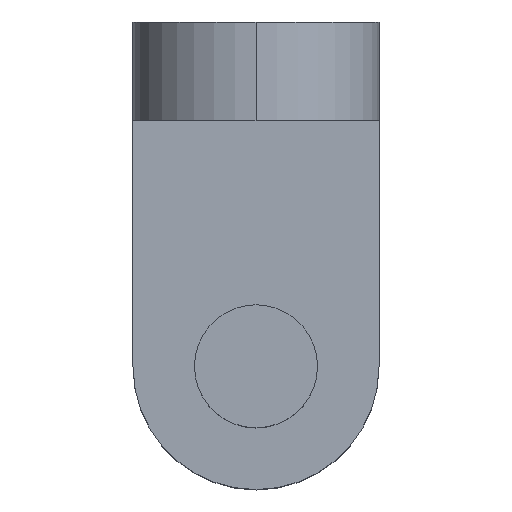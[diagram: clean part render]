
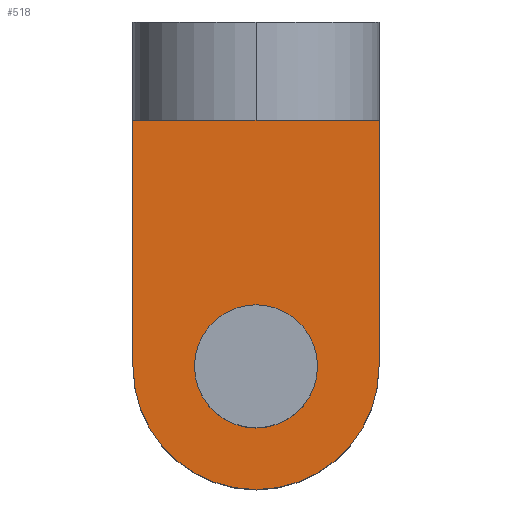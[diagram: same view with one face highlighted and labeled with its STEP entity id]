
A CAD part, top view. The second image highlights one B-rep face of the part: STEP entity #518.
In plain terms, the highlighted planar face has unit normal (0, 0, 1).
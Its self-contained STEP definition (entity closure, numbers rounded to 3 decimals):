
#10 = CARTESIAN_POINT ( 'NONE',  ( 0., 0., 25. ) ) ;
#21 = EDGE_CURVE ( 'NONE', #340, #393, #338, .T. ) ;
#46 = CARTESIAN_POINT ( 'NONE',  ( 12.5, 0., 25. ) ) ;
#47 = ORIENTED_EDGE ( 'NONE', *, *, #544, .F. ) ;
#51 = VECTOR ( 'NONE', #343, 1000. ) ;
#52 = DIRECTION ( 'NONE',  ( 1., 0., 0. ) ) ;
#54 = VECTOR ( 'NONE', #272, 1000. ) ;
#56 = VERTEX_POINT ( 'NONE', #408 ) ;
#58 = EDGE_LOOP ( 'NONE', ( #173, #350, #227, #262, #181 ) ) ;
#63 = DIRECTION ( 'NONE',  ( 1., 0., 0. ) ) ;
#64 = LINE ( 'NONE', #195, #267 ) ;
#70 = DIRECTION ( 'NONE',  ( 1., 0., 0. ) ) ;
#73 = CARTESIAN_POINT ( 'NONE',  ( -25., 50., 25. ) ) ;
#76 = DIRECTION ( 'NONE',  ( 1., 0., 0. ) ) ;
#114 = CARTESIAN_POINT ( 'NONE',  ( 25., 0., 25. ) ) ;
#132 = ORIENTED_EDGE ( 'NONE', *, *, #497, .F. ) ;
#150 = CARTESIAN_POINT ( 'NONE',  ( -25., 0., 25. ) ) ;
#173 = ORIENTED_EDGE ( 'NONE', *, *, #21, .T. ) ;
#178 = DIRECTION ( 'NONE',  ( 0., 0., 1. ) ) ;
#181 = ORIENTED_EDGE ( 'NONE', *, *, #369, .F. ) ;
#186 = VERTEX_POINT ( 'NONE', #46 ) ;
#187 = CIRCLE ( 'NONE', #258, 12.5 ) ;
#191 = CIRCLE ( 'NONE', #302, 25. ) ;
#195 = CARTESIAN_POINT ( 'NONE',  ( -25., 50., 25. ) ) ;
#208 = VERTEX_POINT ( 'NONE', #293 ) ;
#220 = CIRCLE ( 'NONE', #536, 12.5 ) ;
#221 = CARTESIAN_POINT ( 'NONE',  ( 25., 25., 25. ) ) ;
#224 = DIRECTION ( 'NONE',  ( 0., 0., 1. ) ) ;
#227 = ORIENTED_EDGE ( 'NONE', *, *, #321, .T. ) ;
#235 = CARTESIAN_POINT ( 'NONE',  ( -25., 50., 25. ) ) ;
#256 = CARTESIAN_POINT ( 'NONE',  ( -25., 25., 25. ) ) ;
#258 = AXIS2_PLACEMENT_3D ( 'NONE', #10, #178, #63 ) ;
#262 = ORIENTED_EDGE ( 'NONE', *, *, #336, .F. ) ;
#267 = VECTOR ( 'NONE', #70, 1000. ) ;
#271 = DIRECTION ( 'NONE',  ( 0., 0., 1. ) ) ;
#272 = DIRECTION ( 'NONE',  ( 1., 0., 0. ) ) ;
#277 = CARTESIAN_POINT ( 'NONE',  ( 0., 0., 25. ) ) ;
#293 = CARTESIAN_POINT ( 'NONE',  ( -12.5, 0., 25. ) ) ;
#302 = AXIS2_PLACEMENT_3D ( 'NONE', #365, #500, #76 ) ;
#308 = VERTEX_POINT ( 'NONE', #447 ) ;
#321 = EDGE_CURVE ( 'NONE', #383, #308, #483, .T. ) ;
#323 = FACE_OUTER_BOUND ( 'NONE', #58, .T. ) ;
#327 = LINE ( 'NONE', #73, #54 ) ;
#336 = EDGE_CURVE ( 'NONE', #56, #308, #327, .T. ) ;
#338 = LINE ( 'NONE', #256, #51 ) ;
#340 = VERTEX_POINT ( 'NONE', #235 ) ;
#343 = DIRECTION ( 'NONE',  ( 0., -1., 0. ) ) ;
#350 = ORIENTED_EDGE ( 'NONE', *, *, #427, .T. ) ;
#355 = PLANE ( 'NONE',  #549 ) ;
#365 = CARTESIAN_POINT ( 'NONE',  ( 0., 0., 25. ) ) ;
#369 = EDGE_CURVE ( 'NONE', #340, #56, #64, .T. ) ;
#383 = VERTEX_POINT ( 'NONE', #114 ) ;
#393 = VERTEX_POINT ( 'NONE', #150 ) ;
#395 = DIRECTION ( 'NONE',  ( 0., 1., 0. ) ) ;
#408 = CARTESIAN_POINT ( 'NONE',  ( 0., 50., 25. ) ) ;
#427 = EDGE_CURVE ( 'NONE', #393, #383, #191, .T. ) ;
#447 = CARTESIAN_POINT ( 'NONE',  ( 25., 50., 25. ) ) ;
#457 = VECTOR ( 'NONE', #395, 1000. ) ;
#477 = EDGE_LOOP ( 'NONE', ( #132, #47 ) ) ;
#483 = LINE ( 'NONE', #221, #457 ) ;
#486 = CARTESIAN_POINT ( 'NONE',  ( 0., 0., 25. ) ) ;
#497 = EDGE_CURVE ( 'NONE', #208, #186, #220, .T. ) ;
#500 = DIRECTION ( 'NONE',  ( 0., 0., 1. ) ) ;
#518 = ADVANCED_FACE ( 'NONE', ( #531, #323 ), #355, .T. ) ;
#520 = DIRECTION ( 'NONE',  ( 1., 0., 0. ) ) ;
#531 = FACE_BOUND ( 'NONE', #477, .T. ) ;
#536 = AXIS2_PLACEMENT_3D ( 'NONE', #277, #271, #52 ) ;
#544 = EDGE_CURVE ( 'NONE', #186, #208, #187, .T. ) ;
#549 = AXIS2_PLACEMENT_3D ( 'NONE', #486, #224, #520 ) ;
